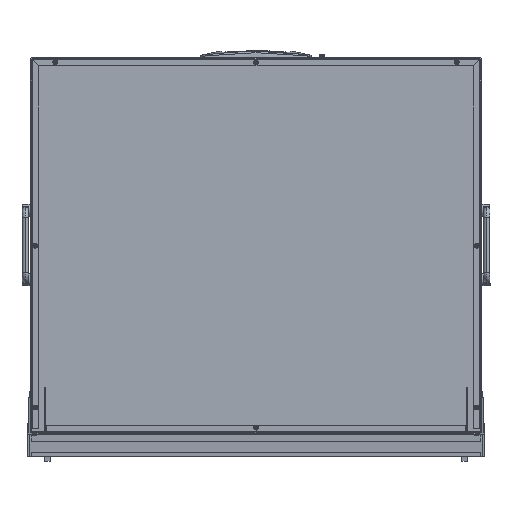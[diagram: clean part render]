
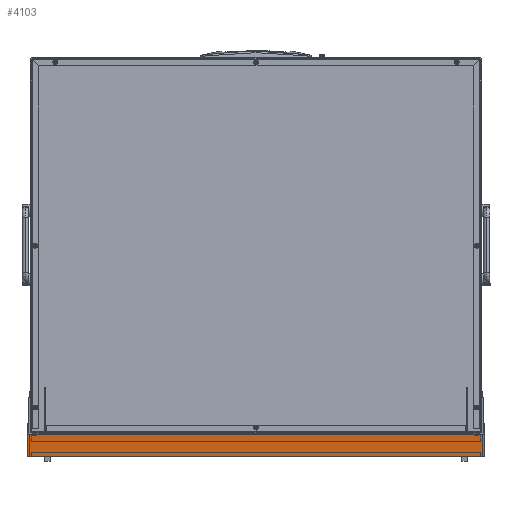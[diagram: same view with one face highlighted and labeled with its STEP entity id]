
A CAD part, front view. The second image highlights one B-rep face of the part: STEP entity #4103.
In plain terms, the highlighted face is planar.
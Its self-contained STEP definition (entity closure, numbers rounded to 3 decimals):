
#18 = CARTESIAN_POINT ( 'NONE',  ( -327.5, 33., -273. ) ) ;
#847 = LINE ( 'NONE', #41363, #61247 ) ;
#1836 = LINE ( 'NONE', #58895, #32613 ) ;
#3000 = VERTEX_POINT ( 'NONE', #42501 ) ;
#3754 = DIRECTION ( 'NONE',  ( 1., 0., 0. ) ) ;
#3981 = VECTOR ( 'NONE', #68004, 1000. ) ;
#4103 = ADVANCED_FACE ( 'NONE', ( #65414 ), #48193, .F. ) ;
#4889 = CARTESIAN_POINT ( 'NONE',  ( 329.5, -8., -273. ) ) ;
#8914 = ORIENTED_EDGE ( 'NONE', *, *, #50664, .F. ) ;
#9177 = ORIENTED_EDGE ( 'NONE', *, *, #22794, .F. ) ;
#9882 = CARTESIAN_POINT ( 'NONE',  ( -327.5, -8., -273. ) ) ;
#10215 = EDGE_LOOP ( 'NONE', ( #43339, #65664, #9177, #63152, #62469, #8914, #61605, #56954 ) ) ;
#15533 = EDGE_CURVE ( 'NONE', #21226, #33278, #847, .T. ) ;
#16301 = CARTESIAN_POINT ( 'NONE',  ( -327.5, -8., -273. ) ) ;
#20695 = LINE ( 'NONE', #66445, #60113 ) ;
#21226 = VERTEX_POINT ( 'NONE', #22236 ) ;
#22236 = CARTESIAN_POINT ( 'NONE',  ( 327.5, -8., -273. ) ) ;
#22794 = EDGE_CURVE ( 'NONE', #41718, #38598, #20695, .T. ) ;
#25491 = DIRECTION ( 'NONE',  ( -1., 0., 0. ) ) ;
#26251 = EDGE_CURVE ( 'NONE', #36336, #3000, #51455, .T. ) ;
#28629 = DIRECTION ( 'NONE',  ( -1., 0., 0. ) ) ;
#28758 = VERTEX_POINT ( 'NONE', #59785 ) ;
#29595 = AXIS2_PLACEMENT_3D ( 'NONE', #59827, #43309, #71035 ) ;
#29753 = LINE ( 'NONE', #47007, #32131 ) ;
#30114 = DIRECTION ( 'NONE',  ( 0., 1., 0. ) ) ;
#32114 = VECTOR ( 'NONE', #56715, 1000. ) ;
#32131 = VECTOR ( 'NONE', #28629, 1000. ) ;
#32613 = VECTOR ( 'NONE', #25491, 1000. ) ;
#32723 = CARTESIAN_POINT ( 'NONE',  ( -329.5, -8., -273. ) ) ;
#33278 = VERTEX_POINT ( 'NONE', #37285 ) ;
#33805 = LINE ( 'NONE', #4889, #32114 ) ;
#36336 = VERTEX_POINT ( 'NONE', #43090 ) ;
#37285 = CARTESIAN_POINT ( 'NONE',  ( 327.5, 0., -273. ) ) ;
#38598 = VERTEX_POINT ( 'NONE', #16301 ) ;
#41363 = CARTESIAN_POINT ( 'NONE',  ( 327.5, -8., -273. ) ) ;
#41718 = VERTEX_POINT ( 'NONE', #32723 ) ;
#42501 = CARTESIAN_POINT ( 'NONE',  ( -329.5, 33., -273. ) ) ;
#43090 = CARTESIAN_POINT ( 'NONE',  ( 329.5, 33., -273. ) ) ;
#43309 = DIRECTION ( 'NONE',  ( 0., 0., 1. ) ) ;
#43339 = ORIENTED_EDGE ( 'NONE', *, *, #56508, .T. ) ;
#45832 = DIRECTION ( 'NONE',  ( -1., 0., 0. ) ) ;
#45914 = CARTESIAN_POINT ( 'NONE',  ( -329.5, -8., -273. ) ) ;
#47007 = CARTESIAN_POINT ( 'NONE',  ( 329.5, -8., -273. ) ) ;
#48193 = PLANE ( 'NONE',  #29595 ) ;
#50664 = EDGE_CURVE ( 'NONE', #28758, #36336, #33805, .T. ) ;
#51455 = LINE ( 'NONE', #18, #54337 ) ;
#54337 = VECTOR ( 'NONE', #45832, 1000. ) ;
#56032 = VERTEX_POINT ( 'NONE', #59072 ) ;
#56508 = EDGE_CURVE ( 'NONE', #33278, #56032, #1836, .T. ) ;
#56715 = DIRECTION ( 'NONE',  ( 0., 1., 0. ) ) ;
#56954 = ORIENTED_EDGE ( 'NONE', *, *, #15533, .T. ) ;
#57549 = EDGE_CURVE ( 'NONE', #56032, #38598, #61274, .T. ) ;
#57896 = LINE ( 'NONE', #45914, #59869 ) ;
#58895 = CARTESIAN_POINT ( 'NONE',  ( -327.5, 0., -273. ) ) ;
#59072 = CARTESIAN_POINT ( 'NONE',  ( -327.5, 0., -273. ) ) ;
#59785 = CARTESIAN_POINT ( 'NONE',  ( 329.5, -8., -273. ) ) ;
#59827 = CARTESIAN_POINT ( 'NONE',  ( -327.5, 33., -273. ) ) ;
#59869 = VECTOR ( 'NONE', #68743, 1000. ) ;
#60113 = VECTOR ( 'NONE', #3754, 1000. ) ;
#61247 = VECTOR ( 'NONE', #30114, 1000. ) ;
#61274 = LINE ( 'NONE', #9882, #3981 ) ;
#61605 = ORIENTED_EDGE ( 'NONE', *, *, #66503, .T. ) ;
#62469 = ORIENTED_EDGE ( 'NONE', *, *, #26251, .F. ) ;
#63152 = ORIENTED_EDGE ( 'NONE', *, *, #69775, .F. ) ;
#65414 = FACE_OUTER_BOUND ( 'NONE', #10215, .T. ) ;
#65664 = ORIENTED_EDGE ( 'NONE', *, *, #57549, .T. ) ;
#66445 = CARTESIAN_POINT ( 'NONE',  ( -329.5, -8., -273. ) ) ;
#66503 = EDGE_CURVE ( 'NONE', #28758, #21226, #29753, .T. ) ;
#68004 = DIRECTION ( 'NONE',  ( 0., -1., 0. ) ) ;
#68743 = DIRECTION ( 'NONE',  ( 0., -1., 0. ) ) ;
#69775 = EDGE_CURVE ( 'NONE', #3000, #41718, #57896, .T. ) ;
#71035 = DIRECTION ( 'NONE',  ( 1., 0., 0. ) ) ;
